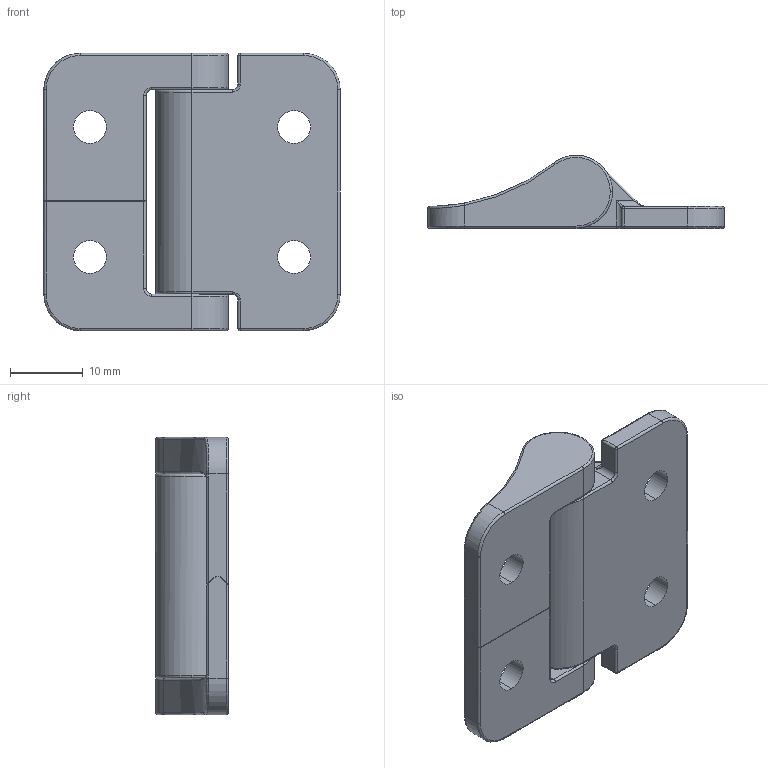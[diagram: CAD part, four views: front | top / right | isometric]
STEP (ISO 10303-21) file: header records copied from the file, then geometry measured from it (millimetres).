
FILE_DESCRIPTION (( 'STEP AP214' ), '1' );
FILE_NAME ('095029.STEP', '2014-08-14T12:43:59', ( '' ), ( '' ), 'SwSTEP 2.0', 'SolidWorks 2014', '' );
FILE_SCHEMA (( 'AUTOMOTIVE_DESIGN' ));
Length unit declared in the file: millimetre
Products named in the file (3): 095029; 095029-a_095029-z; 095029-i_095029-z
Assembly tree (2 placements, depth 2):
  095029
    095029-a_095029-z
    095029-i_095029-z
Bounding box: 40.6 x 10 x 38 mm (x, y, z)
Volume: 5222.9 mm3; surface area: 5128.6 mm2
Topology: 2 solids, 2 shells, 135 faces, 321 edges, 182 vertices
Faces by surface type: cylinder 64, torus 27, plane 26, bspline 12, sphere 6
Entity records: 4348 total; most frequent: CARTESIAN_POINT 1197, DIRECTION 684, ORIENTED_EDGE 622, EDGE_CURVE 311, AXIS2_PLACEMENT_3D 281, VERTEX_POINT 182, CIRCLE 153, EDGE_LOOP 147
